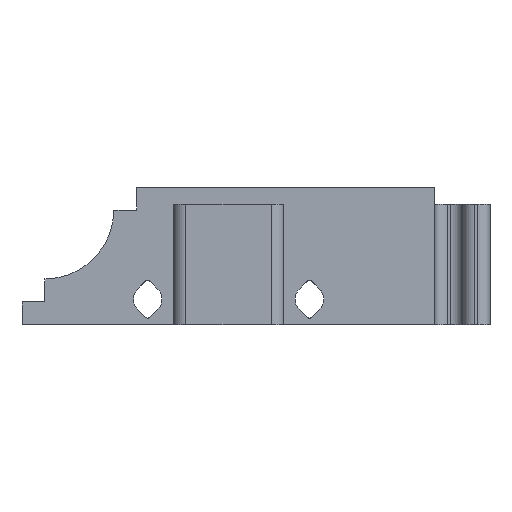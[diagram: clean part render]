
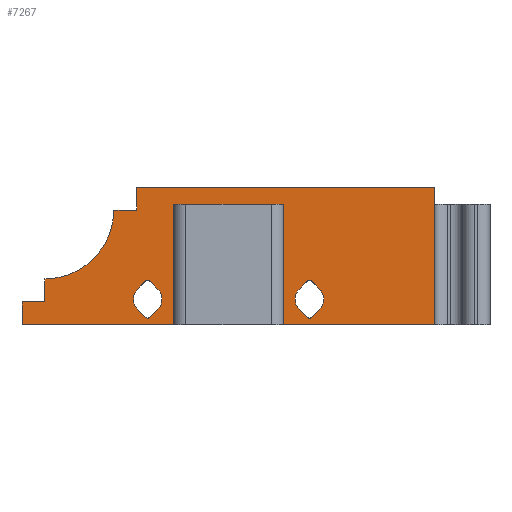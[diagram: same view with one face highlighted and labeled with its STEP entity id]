
A CAD part, left-side view. The second image highlights one B-rep face of the part: STEP entity #7267.
In plain terms, the highlighted planar face has unit normal (-1, 0, 0).
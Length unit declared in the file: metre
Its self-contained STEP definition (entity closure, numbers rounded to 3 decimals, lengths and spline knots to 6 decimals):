
#151=CIRCLE('',#7659,0.002075);
#152=CIRCLE('',#7660,0.0004);
#153=CIRCLE('',#7661,0.002075);
#154=CIRCLE('',#7662,0.0004);
#155=CIRCLE('',#7663,0.002075);
#156=CIRCLE('',#7664,0.0004);
#157=CIRCLE('',#7665,0.002075);
#158=CIRCLE('',#7666,0.0004);
#159=CIRCLE('',#7667,0.01);
#847=ORIENTED_EDGE('',*,*,#2952,.F.);
#848=ORIENTED_EDGE('',*,*,#2953,.T.);
#849=ORIENTED_EDGE('',*,*,#2954,.F.);
#850=ORIENTED_EDGE('',*,*,#2955,.F.);
#851=ORIENTED_EDGE('',*,*,#2956,.F.);
#852=ORIENTED_EDGE('',*,*,#2957,.F.);
#853=ORIENTED_EDGE('',*,*,#2958,.F.);
#854=ORIENTED_EDGE('',*,*,#2959,.T.);
#855=ORIENTED_EDGE('',*,*,#2960,.F.);
#856=ORIENTED_EDGE('',*,*,#2961,.T.);
#857=ORIENTED_EDGE('',*,*,#2962,.F.);
#858=ORIENTED_EDGE('',*,*,#2963,.T.);
#859=ORIENTED_EDGE('',*,*,#2964,.T.);
#860=ORIENTED_EDGE('',*,*,#2965,.T.);
#861=ORIENTED_EDGE('',*,*,#2966,.T.);
#862=ORIENTED_EDGE('',*,*,#2967,.T.);
#863=ORIENTED_EDGE('',*,*,#2968,.F.);
#864=ORIENTED_EDGE('',*,*,#2969,.F.);
#865=ORIENTED_EDGE('',*,*,#2970,.F.);
#866=ORIENTED_EDGE('',*,*,#2971,.F.);
#867=ORIENTED_EDGE('',*,*,#2972,.F.);
#868=ORIENTED_EDGE('',*,*,#2973,.T.);
#869=ORIENTED_EDGE('',*,*,#2974,.T.);
#870=ORIENTED_EDGE('',*,*,#2975,.F.);
#871=ORIENTED_EDGE('',*,*,#2976,.F.);
#872=ORIENTED_EDGE('',*,*,#2977,.T.);
#873=ORIENTED_EDGE('',*,*,#2978,.T.);
#874=ORIENTED_EDGE('',*,*,#2979,.T.);
#875=ORIENTED_EDGE('',*,*,#2911,.F.);
#2911=EDGE_CURVE('',#3986,#3988,#4708,.F.);
#2952=EDGE_CURVE('',#4028,#4029,#151,.F.);
#2953=EDGE_CURVE('',#4028,#4030,#4728,.T.);
#2954=EDGE_CURVE('',#4031,#4030,#152,.F.);
#2955=EDGE_CURVE('',#4032,#4031,#4729,.T.);
#2956=EDGE_CURVE('',#4033,#4032,#153,.F.);
#2957=EDGE_CURVE('',#4034,#4033,#4730,.T.);
#2958=EDGE_CURVE('',#4035,#4034,#154,.F.);
#2959=EDGE_CURVE('',#4035,#4029,#4731,.T.);
#2960=EDGE_CURVE('',#4036,#4037,#4732,.T.);
#2961=EDGE_CURVE('',#4036,#4038,#155,.T.);
#2962=EDGE_CURVE('',#4039,#4038,#4733,.T.);
#2963=EDGE_CURVE('',#4039,#4040,#156,.T.);
#2964=EDGE_CURVE('',#4040,#4041,#4734,.T.);
#2965=EDGE_CURVE('',#4041,#4042,#157,.T.);
#2966=EDGE_CURVE('',#4042,#4043,#4735,.T.);
#2967=EDGE_CURVE('',#4043,#4037,#158,.T.);
#2968=EDGE_CURVE('',#4044,#3986,#4736,.T.);
#2969=EDGE_CURVE('',#4045,#4044,#4737,.T.);
#2970=EDGE_CURVE('',#4046,#4045,#159,.F.);
#2971=EDGE_CURVE('',#4047,#4046,#4738,.T.);
#2972=EDGE_CURVE('',#4048,#4047,#4739,.T.);
#2973=EDGE_CURVE('',#4048,#4049,#4740,.T.);
#2974=EDGE_CURVE('',#4049,#4050,#4741,.F.);
#2975=EDGE_CURVE('',#4051,#4050,#4742,.T.);
#2976=EDGE_CURVE('',#4052,#4051,#4743,.T.);
#2977=EDGE_CURVE('',#4052,#4053,#4744,.F.);
#2978=EDGE_CURVE('',#4053,#4054,#4745,.F.);
#2979=EDGE_CURVE('',#4054,#3988,#4746,.T.);
#3986=VERTEX_POINT('',#10638);
#3988=VERTEX_POINT('',#10641);
#4028=VERTEX_POINT('',#10765);
#4029=VERTEX_POINT('',#10766);
#4030=VERTEX_POINT('',#10768);
#4031=VERTEX_POINT('',#10770);
#4032=VERTEX_POINT('',#10772);
#4033=VERTEX_POINT('',#10774);
#4034=VERTEX_POINT('',#10776);
#4035=VERTEX_POINT('',#10778);
#4036=VERTEX_POINT('',#10781);
#4037=VERTEX_POINT('',#10782);
#4038=VERTEX_POINT('',#10784);
#4039=VERTEX_POINT('',#10786);
#4040=VERTEX_POINT('',#10788);
#4041=VERTEX_POINT('',#10790);
#4042=VERTEX_POINT('',#10792);
#4043=VERTEX_POINT('',#10794);
#4044=VERTEX_POINT('',#10797);
#4045=VERTEX_POINT('',#10799);
#4046=VERTEX_POINT('',#10801);
#4047=VERTEX_POINT('',#10803);
#4048=VERTEX_POINT('',#10805);
#4049=VERTEX_POINT('',#10807);
#4050=VERTEX_POINT('',#10809);
#4051=VERTEX_POINT('',#10811);
#4052=VERTEX_POINT('',#10813);
#4053=VERTEX_POINT('',#10815);
#4054=VERTEX_POINT('',#10817);
#4708=LINE('',#10640,#5475);
#4728=LINE('',#10767,#5495);
#4729=LINE('',#10771,#5496);
#4730=LINE('',#10775,#5497);
#4731=LINE('',#10779,#5498);
#4732=LINE('',#10780,#5499);
#4733=LINE('',#10785,#5500);
#4734=LINE('',#10789,#5501);
#4735=LINE('',#10793,#5502);
#4736=LINE('',#10796,#5503);
#4737=LINE('',#10798,#5504);
#4738=LINE('',#10802,#5505);
#4739=LINE('',#10804,#5506);
#4740=LINE('',#10806,#5507);
#4741=LINE('',#10808,#5508);
#4742=LINE('',#10810,#5509);
#4743=LINE('',#10812,#5510);
#4744=LINE('',#10814,#5511);
#4745=LINE('',#10816,#5512);
#4746=LINE('',#10818,#5513);
#5475=VECTOR('',#8311,1.);
#5495=VECTOR('',#8335,1.);
#5496=VECTOR('',#8338,1.);
#5497=VECTOR('',#8341,1.);
#5498=VECTOR('',#8344,1.);
#5499=VECTOR('',#8345,1.);
#5500=VECTOR('',#8348,1.);
#5501=VECTOR('',#8351,1.);
#5502=VECTOR('',#8354,1.);
#5503=VECTOR('',#8357,1.);
#5504=VECTOR('',#8358,1.);
#5505=VECTOR('',#8361,1.);
#5506=VECTOR('',#8362,1.);
#5507=VECTOR('',#8363,1.);
#5508=VECTOR('',#8364,1.);
#5509=VECTOR('',#8365,1.);
#5510=VECTOR('',#8366,1.);
#5511=VECTOR('',#8367,1.);
#5512=VECTOR('',#8368,1.);
#5513=VECTOR('',#8369,1.);
#6214=EDGE_LOOP('',(#847,#848,#849,#850,#851,#852,#853,#854));
#6215=EDGE_LOOP('',(#855,#856,#857,#858,#859,#860,#861,#862));
#6216=EDGE_LOOP('',(#863,#864,#865,#866,#867,#868,#869,#870,#871,#872,#873,
#874,#875));
#6627=FACE_BOUND('',#6214,.T.);
#6628=FACE_BOUND('',#6215,.T.);
#6629=FACE_BOUND('',#6216,.T.);
#7007=PLANE('',#7658);
#7267=ADVANCED_FACE('',(#6627,#6628,#6629),#7007,.F.);
#7658=AXIS2_PLACEMENT_3D('',#10763,#8331,#8332);
#7659=AXIS2_PLACEMENT_3D('',#10764,#8333,#8334);
#7660=AXIS2_PLACEMENT_3D('',#10769,#8336,#8337);
#7661=AXIS2_PLACEMENT_3D('',#10773,#8339,#8340);
#7662=AXIS2_PLACEMENT_3D('',#10777,#8342,#8343);
#7663=AXIS2_PLACEMENT_3D('',#10783,#8346,#8347);
#7664=AXIS2_PLACEMENT_3D('',#10787,#8349,#8350);
#7665=AXIS2_PLACEMENT_3D('',#10791,#8352,#8353);
#7666=AXIS2_PLACEMENT_3D('',#10795,#8355,#8356);
#7667=AXIS2_PLACEMENT_3D('',#10800,#8359,#8360);
#8311=DIRECTION('',(0.,1.,0.));
#8331=DIRECTION('',(1.,0.,0.));
#8332=DIRECTION('',(0.,1.,0.));
#8333=DIRECTION('',(1.,0.,0.));
#8334=DIRECTION('',(0.,1.,0.));
#8335=DIRECTION('',(0.,0.707,-0.707));
#8336=DIRECTION('',(1.,0.,0.));
#8337=DIRECTION('',(0.,1.,0.));
#8338=DIRECTION('',(0.,-0.707,-0.707));
#8339=DIRECTION('',(1.,0.,0.));
#8340=DIRECTION('',(0.,1.,0.));
#8341=DIRECTION('',(0.,0.707,-0.707));
#8342=DIRECTION('',(1.,0.,0.));
#8343=DIRECTION('',(0.,1.,0.));
#8344=DIRECTION('',(0.,-0.707,-0.707));
#8345=DIRECTION('',(0.,-0.707,-0.707));
#8346=DIRECTION('',(1.,0.,0.));
#8347=DIRECTION('',(0.,1.,0.));
#8348=DIRECTION('',(0.,0.707,-0.707));
#8349=DIRECTION('',(1.,0.,0.));
#8350=DIRECTION('',(0.,1.,0.));
#8351=DIRECTION('',(0.,-0.707,-0.707));
#8352=DIRECTION('',(1.,0.,0.));
#8353=DIRECTION('',(0.,1.,0.));
#8354=DIRECTION('',(0.,0.707,-0.707));
#8355=DIRECTION('',(1.,0.,0.));
#8356=DIRECTION('',(0.,1.,0.));
#8357=DIRECTION('',(0.,0.,1.));
#8358=DIRECTION('',(0.,-1.,0.));
#8359=DIRECTION('',(1.,0.,0.));
#8360=DIRECTION('',(0.,1.,0.));
#8361=DIRECTION('',(0.,0.,1.));
#8362=DIRECTION('',(0.,-1.,0.));
#8363=DIRECTION('',(0.,0.,-1.));
#8364=DIRECTION('',(0.,1.,0.));
#8365=DIRECTION('',(0.,0.,-1.));
#8366=DIRECTION('',(0.,1.,0.));
#8367=DIRECTION('',(0.,0.,1.));
#8368=DIRECTION('',(0.,1.,0.));
#8369=DIRECTION('',(0.,0.,1.));
#10638=CARTESIAN_POINT('',(1.410025,1.633333,0.38));
#10640=CARTESIAN_POINT('',(1.410025,1.542111,0.38));
#10641=CARTESIAN_POINT('',(1.410025,1.590025,0.38));
#10763=CARTESIAN_POINT('',(1.410025,1.542111,0.38));
#10764=CARTESIAN_POINT('',(1.410025,1.608267,0.363733));
#10765=CARTESIAN_POINT('',(1.410025,1.606799,0.362266));
#10766=CARTESIAN_POINT('',(1.410025,1.606799,0.365201));
#10767=CARTESIAN_POINT('',(1.410025,1.565588,0.403477));
#10768=CARTESIAN_POINT('',(1.410025,1.607984,0.361082));
#10769=CARTESIAN_POINT('',(1.410025,1.608267,0.361365));
#10770=CARTESIAN_POINT('',(1.410025,1.608549,0.361082));
#10771=CARTESIAN_POINT('',(1.410025,1.584789,0.337322));
#10772=CARTESIAN_POINT('',(1.410025,1.609734,0.362266));
#10773=CARTESIAN_POINT('',(1.410025,1.608267,0.363733));
#10774=CARTESIAN_POINT('',(1.410025,1.609734,0.365201));
#10775=CARTESIAN_POINT('',(1.410025,1.568523,0.406412));
#10776=CARTESIAN_POINT('',(1.410025,1.608549,0.366385));
#10777=CARTESIAN_POINT('',(1.410025,1.608267,0.366102));
#10778=CARTESIAN_POINT('',(1.410025,1.607984,0.366385));
#10779=CARTESIAN_POINT('',(1.410025,1.581855,0.340256));
#10780=CARTESIAN_POINT('',(1.410025,1.596523,0.325588));
#10781=CARTESIAN_POINT('',(1.410025,1.633201,0.362266));
#10782=CARTESIAN_POINT('',(1.410025,1.632016,0.361082));
#10783=CARTESIAN_POINT('',(1.410025,1.631733,0.363733));
#10784=CARTESIAN_POINT('',(1.410025,1.633201,0.365201));
#10785=CARTESIAN_POINT('',(1.410025,1.580256,0.418145));
#10786=CARTESIAN_POINT('',(1.410025,1.632016,0.366385));
#10787=CARTESIAN_POINT('',(1.410025,1.631733,0.366102));
#10788=CARTESIAN_POINT('',(1.410025,1.631451,0.366385));
#10789=CARTESIAN_POINT('',(1.410025,1.593588,0.328523));
#10790=CARTESIAN_POINT('',(1.410025,1.630266,0.365201));
#10791=CARTESIAN_POINT('',(1.410025,1.631733,0.363733));
#10792=CARTESIAN_POINT('',(1.410025,1.630266,0.362266));
#10793=CARTESIAN_POINT('',(1.410025,1.577322,0.415211));
#10794=CARTESIAN_POINT('',(1.410025,1.631451,0.361082));
#10795=CARTESIAN_POINT('',(1.410025,1.631733,0.361365));
#10796=CARTESIAN_POINT('',(1.410025,1.633333,0.38));
#10797=CARTESIAN_POINT('',(1.410025,1.633333,0.376667));
#10798=CARTESIAN_POINT('',(1.410025,1.542111,0.376667));
#10799=CARTESIAN_POINT('',(1.410025,1.636667,0.376667));
#10800=CARTESIAN_POINT('',(1.410025,1.646667,0.376667));
#10801=CARTESIAN_POINT('',(1.410025,1.646667,0.366667));
#10802=CARTESIAN_POINT('',(1.410025,1.646667,0.38));
#10803=CARTESIAN_POINT('',(1.410025,1.646667,0.363333));
#10804=CARTESIAN_POINT('',(1.410025,1.542111,0.363333));
#10805=CARTESIAN_POINT('',(1.410025,1.65,0.363333));
#10806=CARTESIAN_POINT('',(1.410025,1.65,0.38));
#10807=CARTESIAN_POINT('',(1.410025,1.65,0.36));
#10808=CARTESIAN_POINT('',(1.410025,1.662111,0.36));
#10809=CARTESIAN_POINT('',(1.410025,1.625778,0.36));
#10810=CARTESIAN_POINT('',(1.410025,1.625778,0.38));
#10811=CARTESIAN_POINT('',(1.410025,1.625778,0.3775));
#10812=CARTESIAN_POINT('',(1.410025,1.662111,0.3775));
#10813=CARTESIAN_POINT('',(1.410025,1.614222,0.3775));
#10814=CARTESIAN_POINT('',(1.410025,1.614222,0.38));
#10815=CARTESIAN_POINT('',(1.410025,1.614222,0.36));
#10816=CARTESIAN_POINT('',(1.410025,1.542111,0.36));
#10817=CARTESIAN_POINT('',(1.410025,1.590025,0.36));
#10818=CARTESIAN_POINT('',(1.410025,1.590025,0.38));
